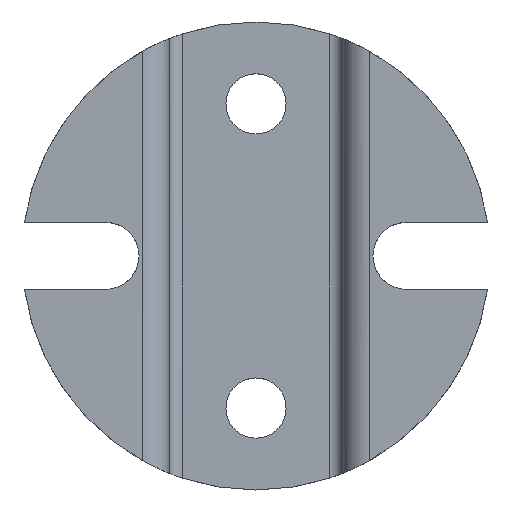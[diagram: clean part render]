
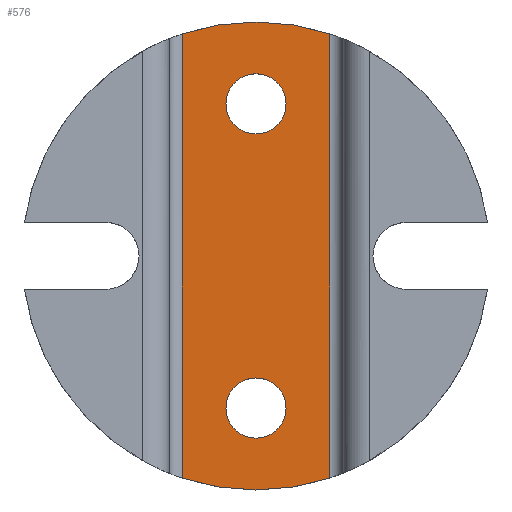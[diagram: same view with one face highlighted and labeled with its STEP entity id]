
A CAD part, top view. The second image highlights one B-rep face of the part: STEP entity #576.
In plain terms, the highlighted planar face has unit normal (0, 0, 1).
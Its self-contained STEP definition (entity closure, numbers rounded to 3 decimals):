
#17=FACE_BOUND('',#117,.T.);
#18=FACE_BOUND('',#118,.T.);
#24=CIRCLE('',#607,35.);
#25=CIRCLE('',#611,35.);
#36=CIRCLE('',#634,4.5);
#37=CIRCLE('',#636,4.5);
#54=PLANE('',#648);
#84=FACE_OUTER_BOUND('',#116,.T.);
#116=EDGE_LOOP('',(#521,#522,#523,#524));
#117=EDGE_LOOP('',(#525));
#118=EDGE_LOOP('',(#526));
#152=LINE('',#1096,#196);
#153=LINE('',#1098,#197);
#196=VECTOR('',#750,10.);
#197=VECTOR('',#753,10.);
#248=VERTEX_POINT('',#911);
#249=VERTEX_POINT('',#922);
#253=VERTEX_POINT('',#954);
#254=VERTEX_POINT('',#965);
#276=VERTEX_POINT('',#1100);
#277=VERTEX_POINT('',#1104);
#306=EDGE_CURVE('',#248,#249,#24,.T.);
#314=EDGE_CURVE('',#253,#254,#25,.T.);
#349=EDGE_CURVE('',#249,#253,#152,.T.);
#350=EDGE_CURVE('',#254,#248,#153,.T.);
#351=EDGE_CURVE('',#276,#276,#36,.T.);
#353=EDGE_CURVE('',#277,#277,#37,.T.);
#521=ORIENTED_EDGE('',*,*,#349,.F.);
#522=ORIENTED_EDGE('',*,*,#306,.F.);
#523=ORIENTED_EDGE('',*,*,#350,.F.);
#524=ORIENTED_EDGE('',*,*,#314,.F.);
#525=ORIENTED_EDGE('',*,*,#351,.T.);
#526=ORIENTED_EDGE('',*,*,#353,.T.);
#576=ADVANCED_FACE('',(#84,#17,#18),#54,.F.);
#607=AXIS2_PLACEMENT_3D('',#923,#679,#680);
#611=AXIS2_PLACEMENT_3D('',#966,#691,#692);
#634=AXIS2_PLACEMENT_3D('',#1101,#756,#757);
#636=AXIS2_PLACEMENT_3D('',#1105,#761,#762);
#648=AXIS2_PLACEMENT_3D('',#1132,#795,#796);
#679=DIRECTION('center_axis',(0.,0.,-1.));
#680=DIRECTION('ref_axis',(1.,0.,0.));
#691=DIRECTION('center_axis',(0.,0.,-1.));
#692=DIRECTION('ref_axis',(1.,0.,0.));
#750=DIRECTION('',(0.,-1.,0.));
#753=DIRECTION('',(0.,1.,0.));
#756=DIRECTION('center_axis',(0.,0.,-1.));
#757=DIRECTION('ref_axis',(1.,0.,0.));
#761=DIRECTION('center_axis',(0.,0.,-1.));
#762=DIRECTION('ref_axis',(1.,0.,0.));
#795=DIRECTION('center_axis',(0.,0.,-1.));
#796=DIRECTION('ref_axis',(1.,0.,0.));
#911=CARTESIAN_POINT('',(-11.,33.226,3.));
#922=CARTESIAN_POINT('',(11.,33.226,3.));
#923=CARTESIAN_POINT('Origin',(0.,0.,3.));
#954=CARTESIAN_POINT('',(11.,-33.226,3.));
#965=CARTESIAN_POINT('',(-11.,-33.226,3.));
#966=CARTESIAN_POINT('Origin',(0.,0.,3.));
#1096=CARTESIAN_POINT('',(11.,0.,3.));
#1098=CARTESIAN_POINT('',(-11.,0.,3.));
#1100=CARTESIAN_POINT('',(-4.5,22.75,3.));
#1101=CARTESIAN_POINT('Origin',(0.,22.75,3.));
#1104=CARTESIAN_POINT('',(-4.5,-22.75,3.));
#1105=CARTESIAN_POINT('Origin',(0.,-22.75,3.));
#1132=CARTESIAN_POINT('Origin',(-13.,0.,3.));
